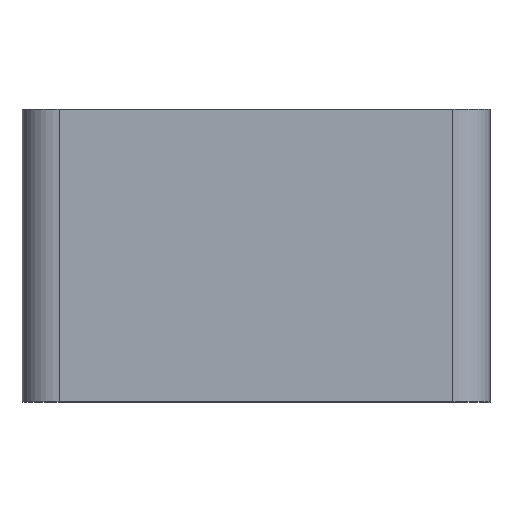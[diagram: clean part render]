
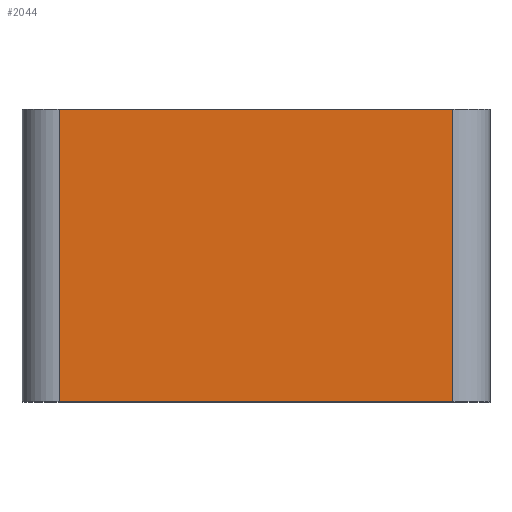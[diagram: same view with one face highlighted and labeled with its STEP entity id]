
A CAD part, top view. The second image highlights one B-rep face of the part: STEP entity #2044.
In plain terms, the highlighted planar face has unit normal (0, 0, 1).
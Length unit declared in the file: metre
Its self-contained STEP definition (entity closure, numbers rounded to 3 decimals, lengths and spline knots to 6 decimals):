
#279=ORIENTED_EDGE('',*,*,#827,.F.);
#280=ORIENTED_EDGE('',*,*,#828,.F.);
#281=ORIENTED_EDGE('',*,*,#680,.T.);
#282=ORIENTED_EDGE('',*,*,#826,.T.);
#680=EDGE_CURVE('',#969,#968,#1150,.T.);
#826=EDGE_CURVE('',#968,#1076,#1288,.T.);
#827=EDGE_CURVE('',#1077,#1076,#1289,.T.);
#828=EDGE_CURVE('',#969,#1077,#1290,.T.);
#968=VERTEX_POINT('',#2967);
#969=VERTEX_POINT('',#2969);
#1076=VERTEX_POINT('',#3242);
#1077=VERTEX_POINT('',#3246);
#1150=LINE('',#2968,#1414);
#1288=LINE('',#3243,#1552);
#1289=LINE('',#3245,#1553);
#1290=LINE('',#3247,#1554);
#1414=VECTOR('',#2365,1.);
#1552=VECTOR('',#2561,1.);
#1553=VECTOR('',#2564,1.);
#1554=VECTOR('',#2565,1.);
#1671=EDGE_LOOP('',(#279,#280,#281,#282));
#1811=FACE_BOUND('',#1671,.T.);
#1934=PLANE('',#2192);
#2044=ADVANCED_FACE('',(#1811),#1934,.T.);
#2192=AXIS2_PLACEMENT_3D('',#3244,#2562,#2563);
#2365=DIRECTION('',(1.,0.,0.));
#2561=DIRECTION('',(0.,1.,0.));
#2562=DIRECTION('',(0.,0.,1.));
#2563=DIRECTION('',(1.,0.,0.));
#2564=DIRECTION('',(1.,0.,0.));
#2565=DIRECTION('',(0.,1.,0.));
#2967=CARTESIAN_POINT('',(0.03365,-0.05,0.04));
#2968=CARTESIAN_POINT('',(0.,-0.05,0.04));
#2969=CARTESIAN_POINT('',(-0.03365,-0.05,0.04));
#3242=CARTESIAN_POINT('',(0.03365,0.,0.04));
#3243=CARTESIAN_POINT('',(0.03365,-0.05,0.04));
#3244=CARTESIAN_POINT('',(0.,-0.05,0.04));
#3245=CARTESIAN_POINT('',(0.,0.,0.04));
#3246=CARTESIAN_POINT('',(-0.03365,0.,0.04));
#3247=CARTESIAN_POINT('',(-0.03365,-0.05,0.04));
